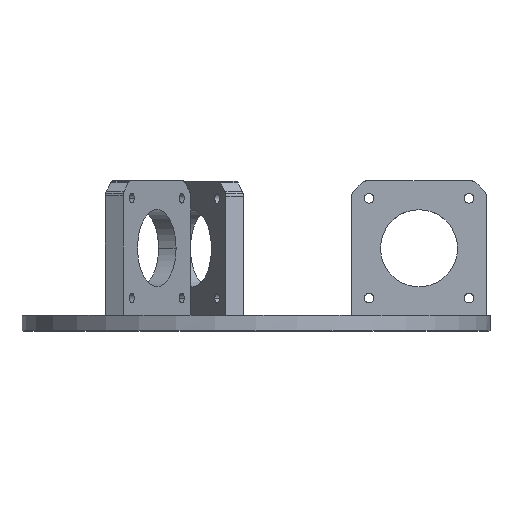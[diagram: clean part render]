
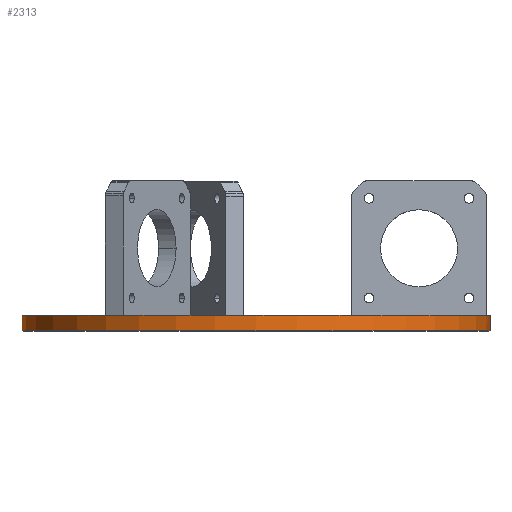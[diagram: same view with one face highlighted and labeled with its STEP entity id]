
A CAD part, top view. The second image highlights one B-rep face of the part: STEP entity #2313.
In plain terms, the highlighted cylindrical face has radius 72.915 mm (diameter 145.829 mm), a partial arc.
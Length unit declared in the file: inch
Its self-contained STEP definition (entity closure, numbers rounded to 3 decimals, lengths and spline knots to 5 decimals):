
#11 = VERTEX_POINT ( 'NONE', #1970 ) ;
#13 = CARTESIAN_POINT ( 'NONE',  ( 2.87065, -0.1875, 0. ) ) ;
#94 = DIRECTION ( 'NONE',  ( -1., 0., 0. ) ) ;
#136 = ORIENTED_EDGE ( 'NONE', *, *, #478, .F. ) ;
#249 = CARTESIAN_POINT ( 'NONE',  ( 2.87065, 0., 0. ) ) ;
#257 = CARTESIAN_POINT ( 'NONE',  ( 0., -0.1875, 0. ) ) ;
#321 = CARTESIAN_POINT ( 'NONE',  ( 0., 0., 0. ) ) ;
#343 = CARTESIAN_POINT ( 'NONE',  ( 0., 0., 0. ) ) ;
#359 = EDGE_CURVE ( 'NONE', #2135, #428, #1920, .T. ) ;
#379 = CIRCLE ( 'NONE', #2217, 2.87065 ) ;
#427 = DIRECTION ( 'NONE',  ( 0., 1., 0. ) ) ;
#428 = VERTEX_POINT ( 'NONE', #249 ) ;
#478 = EDGE_CURVE ( 'NONE', #909, #11, #948, .T. ) ;
#580 = CIRCLE ( 'NONE', #1585, 2.87065 ) ;
#739 = CARTESIAN_POINT ( 'NONE',  ( 2.82677, 0., 0.5 ) ) ;
#755 = VERTEX_POINT ( 'NONE', #2618 ) ;
#818 = DIRECTION ( 'NONE',  ( 0., 1., 0. ) ) ;
#845 = DIRECTION ( 'NONE',  ( 0., 1., 0. ) ) ;
#909 = VERTEX_POINT ( 'NONE', #1329 ) ;
#921 = ORIENTED_EDGE ( 'NONE', *, *, #2248, .F. ) ;
#948 = LINE ( 'NONE', #2951, #2934 ) ;
#1329 = CARTESIAN_POINT ( 'NONE',  ( -2.87065, -0.1875, 0. ) ) ;
#1356 = ORIENTED_EDGE ( 'NONE', *, *, #2752, .F. ) ;
#1583 = VECTOR ( 'NONE', #427, 39.37008 ) ;
#1585 = AXIS2_PLACEMENT_3D ( 'NONE', #2321, #845, #2368 ) ;
#1594 = DIRECTION ( 'NONE',  ( 0., 1., 0. ) ) ;
#1612 = FACE_OUTER_BOUND ( 'NONE', #2309, .T. ) ;
#1770 = DIRECTION ( 'NONE',  ( 0., 1., 0. ) ) ;
#1809 = EDGE_CURVE ( 'NONE', #755, #2917, #580, .T. ) ;
#1832 = DIRECTION ( 'NONE',  ( 0., 1., 0. ) ) ;
#1857 = ORIENTED_EDGE ( 'NONE', *, *, #359, .T. ) ;
#1920 = LINE ( 'NONE', #2916, #1583 ) ;
#1970 = CARTESIAN_POINT ( 'NONE',  ( -2.87065, 0., 0. ) ) ;
#2079 = CYLINDRICAL_SURFACE ( 'NONE', #2264, 2.87065 ) ;
#2135 = VERTEX_POINT ( 'NONE', #13 ) ;
#2139 = ORIENTED_EDGE ( 'NONE', *, *, #1809, .F. ) ;
#2154 = ORIENTED_EDGE ( 'NONE', *, *, #2629, .F. ) ;
#2163 = CIRCLE ( 'NONE', #2786, 2.87065 ) ;
#2217 = AXIS2_PLACEMENT_3D ( 'NONE', #257, #3008, #3037 ) ;
#2248 = EDGE_CURVE ( 'NONE', #2917, #428, #2424, .T. ) ;
#2264 = AXIS2_PLACEMENT_3D ( 'NONE', #2617, #818, #2364 ) ;
#2309 = EDGE_LOOP ( 'NONE', ( #2154, #1857, #921, #2139, #1356, #136 ) ) ;
#2313 = ADVANCED_FACE ( 'NONE', ( #1612 ), #2079, .T. ) ;
#2321 = CARTESIAN_POINT ( 'NONE',  ( 0., 0., 0. ) ) ;
#2332 = DIRECTION ( 'NONE',  ( -1., 0., 0. ) ) ;
#2364 = DIRECTION ( 'NONE',  ( -1., 0., 0. ) ) ;
#2368 = DIRECTION ( 'NONE',  ( -1., 0., 0. ) ) ;
#2377 = AXIS2_PLACEMENT_3D ( 'NONE', #343, #1832, #94 ) ;
#2424 = CIRCLE ( 'NONE', #2377, 2.87065 ) ;
#2617 = CARTESIAN_POINT ( 'NONE',  ( 0., 0., 0. ) ) ;
#2618 = CARTESIAN_POINT ( 'NONE',  ( -1.8464, 0., 2.19806 ) ) ;
#2629 = EDGE_CURVE ( 'NONE', #2135, #909, #379, .T. ) ;
#2752 = EDGE_CURVE ( 'NONE', #11, #755, #2163, .T. ) ;
#2786 = AXIS2_PLACEMENT_3D ( 'NONE', #321, #1594, #2332 ) ;
#2916 = CARTESIAN_POINT ( 'NONE',  ( 2.87065, 0., 0. ) ) ;
#2917 = VERTEX_POINT ( 'NONE', #739 ) ;
#2934 = VECTOR ( 'NONE', #1770, 39.37008 ) ;
#2951 = CARTESIAN_POINT ( 'NONE',  ( -2.87065, 0., 0. ) ) ;
#3008 = DIRECTION ( 'NONE',  ( 0., -1., 0. ) ) ;
#3037 = DIRECTION ( 'NONE',  ( -1., 0., 0. ) ) ;
